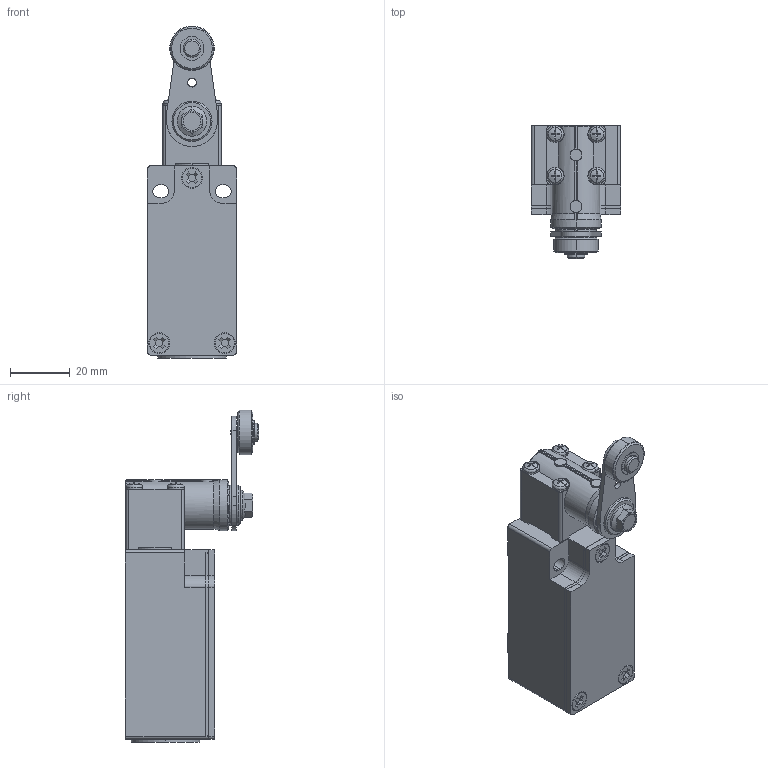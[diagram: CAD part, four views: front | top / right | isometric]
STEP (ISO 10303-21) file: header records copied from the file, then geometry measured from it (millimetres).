
FILE_DESCRIPTION (( 'STEP AP214' ), '1' );
FILE_NAME ('ZV12H-235-11Z.STEP', '2021-01-18T20:21:32', ( '' ), ( '' ), 'SwSTEP 2.0', 'SolidWorks 2019', '' );
FILE_SCHEMA (( 'AUTOMOTIVE_DESIGN' ));
Length unit declared in the file: inch
Products named in the file (1): ZV12H-235-11Z
Bounding box: 30 x 44.85 x 111.5 mm (x, y, z)
Volume: 65670.6 mm3; surface area: 16296.9 mm2
Topology: 1 solids, 2 shells, 455 faces, 1074 edges, 668 vertices
Faces by surface type: plane 268, cylinder 139, cone 28, bspline 20
Entity records: 13569 total; most frequent: CARTESIAN_POINT 3040, DIRECTION 2189, ORIENTED_EDGE 2148, EDGE_CURVE 1074, AXIS2_PLACEMENT_3D 761, VERTEX_POINT 668, VECTOR 667, LINE 667
